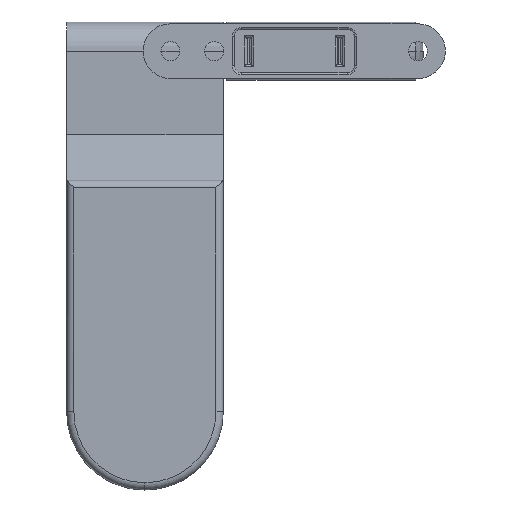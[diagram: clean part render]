
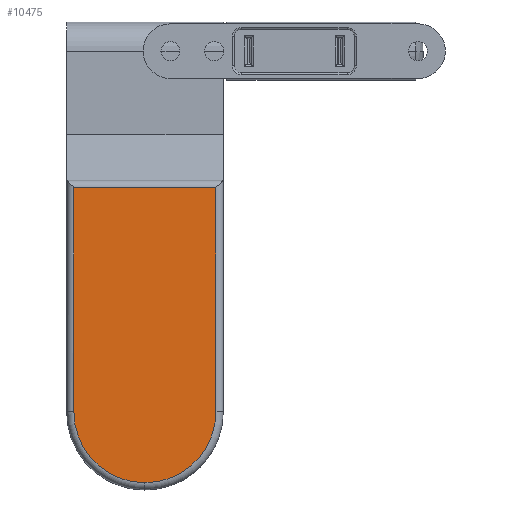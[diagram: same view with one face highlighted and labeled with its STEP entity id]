
A CAD part, left-side view. The second image highlights one B-rep face of the part: STEP entity #10475.
In plain terms, the highlighted face is planar.
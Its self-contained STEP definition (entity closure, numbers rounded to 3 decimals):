
#82 = VECTOR ( 'NONE', #11532, 1000. ) ;
#150 = CARTESIAN_POINT ( 'NONE',  ( 83., 0., 0. ) ) ;
#216 = CARTESIAN_POINT ( 'NONE',  ( 63.5, 0., 0. ) ) ;
#535 = EDGE_CURVE ( 'NONE', #988, #11045, #3764, .T. ) ;
#679 = VERTEX_POINT ( 'NONE', #150 ) ;
#722 = CARTESIAN_POINT ( 'NONE',  ( 2., 0., 0. ) ) ;
#988 = VERTEX_POINT ( 'NONE', #5560 ) ;
#989 = VECTOR ( 'NONE', #6696, 1000. ) ;
#1334 = CIRCLE ( 'NONE', #8357, 19.5 ) ;
#1580 = AXIS2_PLACEMENT_3D ( 'NONE', #4377, #5353, #12252 ) ;
#2019 = LINE ( 'NONE', #12130, #11954 ) ;
#2782 = EDGE_LOOP ( 'NONE', ( #3489, #7589, #7184, #9817, #3389 ) ) ;
#3389 = ORIENTED_EDGE ( 'NONE', *, *, #10586, .T. ) ;
#3489 = ORIENTED_EDGE ( 'NONE', *, *, #6826, .T. ) ;
#3764 = LINE ( 'NONE', #722, #82 ) ;
#4121 = EDGE_CURVE ( 'NONE', #679, #7668, #5019, .T. ) ;
#4377 = CARTESIAN_POINT ( 'NONE',  ( 63.5, 0., 0. ) ) ;
#4669 = VERTEX_POINT ( 'NONE', #6307 ) ;
#4692 = LINE ( 'NONE', #7615, #989 ) ;
#5019 = CIRCLE ( 'NONE', #1580, 19.5 ) ;
#5353 = DIRECTION ( 'NONE',  ( 0., 0., 1. ) ) ;
#5560 = CARTESIAN_POINT ( 'NONE',  ( 2., 19.5, 0. ) ) ;
#5945 = AXIS2_PLACEMENT_3D ( 'NONE', #6191, #10127, #9216 ) ;
#6163 = DIRECTION ( 'NONE',  ( 0., 0., 1. ) ) ;
#6191 = CARTESIAN_POINT ( 'NONE',  ( 63.5, 0., 0. ) ) ;
#6307 = CARTESIAN_POINT ( 'NONE',  ( 63.5, -19.5, 0. ) ) ;
#6696 = DIRECTION ( 'NONE',  ( -1., 0., 0. ) ) ;
#6826 = EDGE_CURVE ( 'NONE', #4669, #679, #1334, .T. ) ;
#7171 = DIRECTION ( 'NONE',  ( 1., 0., 0. ) ) ;
#7184 = ORIENTED_EDGE ( 'NONE', *, *, #12151, .T. ) ;
#7589 = ORIENTED_EDGE ( 'NONE', *, *, #4121, .T. ) ;
#7615 = CARTESIAN_POINT ( 'NONE',  ( 63.5, 19.5, 0. ) ) ;
#7668 = VERTEX_POINT ( 'NONE', #12328 ) ;
#8357 = AXIS2_PLACEMENT_3D ( 'NONE', #216, #6163, #8998 ) ;
#8569 = FACE_OUTER_BOUND ( 'NONE', #2782, .T. ) ;
#8998 = DIRECTION ( 'NONE',  ( 1., 0., 0. ) ) ;
#9216 = DIRECTION ( 'NONE',  ( 1., 0., 0. ) ) ;
#9817 = ORIENTED_EDGE ( 'NONE', *, *, #535, .T. ) ;
#10127 = DIRECTION ( 'NONE',  ( 0., 0., 1. ) ) ;
#10461 = CARTESIAN_POINT ( 'NONE',  ( 2., -19.5, 0. ) ) ;
#10475 = ADVANCED_FACE ( 'NONE', ( #8569 ), #11063, .T. ) ;
#10586 = EDGE_CURVE ( 'NONE', #11045, #4669, #2019, .T. ) ;
#11045 = VERTEX_POINT ( 'NONE', #10461 ) ;
#11063 = PLANE ( 'NONE',  #5945 ) ;
#11532 = DIRECTION ( 'NONE',  ( 0., -1., 0. ) ) ;
#11954 = VECTOR ( 'NONE', #7171, 1000. ) ;
#12130 = CARTESIAN_POINT ( 'NONE',  ( 63.5, -19.5, 0. ) ) ;
#12151 = EDGE_CURVE ( 'NONE', #7668, #988, #4692, .T. ) ;
#12252 = DIRECTION ( 'NONE',  ( 1., 0., 0. ) ) ;
#12328 = CARTESIAN_POINT ( 'NONE',  ( 63.5, 19.5, 0. ) ) ;
